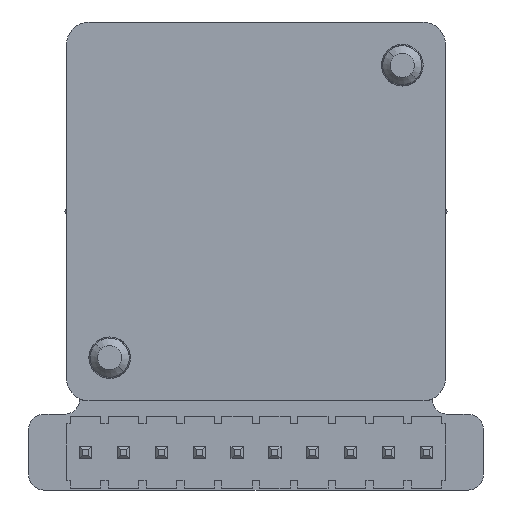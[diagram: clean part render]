
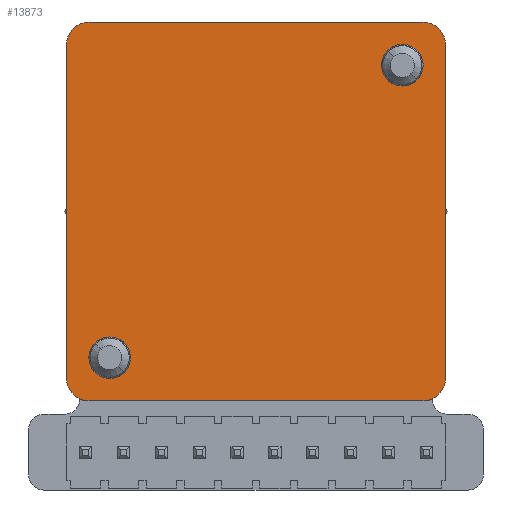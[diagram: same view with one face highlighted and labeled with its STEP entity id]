
A CAD part, front view. The second image highlights one B-rep face of the part: STEP entity #13873.
In plain terms, the highlighted planar face has unit normal (0, -1, 0).
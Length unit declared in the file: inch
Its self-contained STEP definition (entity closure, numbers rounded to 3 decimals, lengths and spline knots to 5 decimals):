
#1019=DIRECTION('',(-1.,0.,0.));
#1020=VECTOR('',#1019,0.44);
#1021=CARTESIAN_POINT('',(0.22,-0.659,-0.25));
#1022=LINE('',#1021,#1020);
#3665=DIRECTION('',(1.,0.,0.));
#3666=VECTOR('',#3665,0.44);
#3667=CARTESIAN_POINT('',(-0.22,-0.659,0.25));
#3668=LINE('',#3667,#3666);
#3681=DIRECTION('',(0.,0.,-1.));
#3682=VECTOR('',#3681,0.44);
#3683=CARTESIAN_POINT('',(0.25,-0.659,0.22));
#3684=LINE('',#3683,#3682);
#3689=CARTESIAN_POINT('',(0.22,-0.659,-0.22));
#3690=DIRECTION('',(0.,1.,0.));
#3691=DIRECTION('',(1.,0.,0.));
#3692=AXIS2_PLACEMENT_3D('',#3689,#3690,#3691);
#3694=CARTESIAN_POINT('',(-0.22,-0.659,-0.22));
#3695=DIRECTION('',(0.,1.,0.));
#3696=DIRECTION('',(0.,0.,-1.));
#3697=AXIS2_PLACEMENT_3D('',#3694,#3695,#3696);
#3699=CARTESIAN_POINT('',(-0.22,-0.659,0.22));
#3700=DIRECTION('',(0.,1.,0.));
#3701=DIRECTION('',(-1.,0.,0.));
#3702=AXIS2_PLACEMENT_3D('',#3699,#3700,#3701);
#3704=CARTESIAN_POINT('',(0.22,-0.659,0.22));
#3705=DIRECTION('',(0.,1.,0.));
#3706=DIRECTION('',(0.,0.,1.));
#3707=AXIS2_PLACEMENT_3D('',#3704,#3705,#3706);
#3709=CARTESIAN_POINT('',(-0.193,-0.659,-0.193));
#3710=DIRECTION('',(0.,-1.,0.));
#3711=DIRECTION('',(1.,0.,0.));
#3712=AXIS2_PLACEMENT_3D('',#3709,#3710,#3711);
#3714=CARTESIAN_POINT('',(-0.193,-0.659,-0.193));
#3715=DIRECTION('',(0.,-1.,0.));
#3716=DIRECTION('',(-1.,0.,0.));
#3717=AXIS2_PLACEMENT_3D('',#3714,#3715,#3716);
#3719=CARTESIAN_POINT('',(0.193,-0.659,0.193));
#3720=DIRECTION('',(0.,-1.,0.));
#3721=DIRECTION('',(1.,0.,0.));
#3722=AXIS2_PLACEMENT_3D('',#3719,#3720,#3721);
#3724=CARTESIAN_POINT('',(0.193,-0.659,0.193));
#3725=DIRECTION('',(0.,-1.,0.));
#3726=DIRECTION('',(-1.,0.,0.));
#3727=AXIS2_PLACEMENT_3D('',#3724,#3725,#3726);
#3733=DIRECTION('',(0.,0.,1.));
#3734=VECTOR('',#3733,0.44);
#3735=CARTESIAN_POINT('',(-0.25,-0.659,-0.22));
#3736=LINE('',#3735,#3734);
#7458=CARTESIAN_POINT('',(0.25,-0.659,-0.22));
#7459=CARTESIAN_POINT('',(0.22,-0.659,-0.25));
#7460=VERTEX_POINT('',#7458);
#7461=VERTEX_POINT('',#7459);
#7462=CARTESIAN_POINT('',(0.25,-0.659,0.22));
#7463=VERTEX_POINT('',#7462);
#7464=CARTESIAN_POINT('',(0.22,-0.659,0.25));
#7465=VERTEX_POINT('',#7464);
#7466=CARTESIAN_POINT('',(-0.22,-0.659,0.25));
#7467=VERTEX_POINT('',#7466);
#7468=CARTESIAN_POINT('',(-0.25,-0.659,0.22));
#7469=VERTEX_POINT('',#7468);
#7470=CARTESIAN_POINT('',(-0.25,-0.659,-0.22));
#7471=VERTEX_POINT('',#7470);
#7472=CARTESIAN_POINT('',(-0.22,-0.659,-0.25));
#7473=VERTEX_POINT('',#7472);
#7474=CARTESIAN_POINT('',(-0.1655,-0.659,-0.193));
#7475=CARTESIAN_POINT('',(-0.2205,-0.659,-0.193));
#7476=VERTEX_POINT('',#7474);
#7477=VERTEX_POINT('',#7475);
#7478=CARTESIAN_POINT('',(0.2205,-0.659,0.193));
#7479=CARTESIAN_POINT('',(0.1655,-0.659,0.193));
#7480=VERTEX_POINT('',#7478);
#7481=VERTEX_POINT('',#7479);
#13844=CARTESIAN_POINT('',(0.,-0.659,0.));
#13845=DIRECTION('',(0.,1.,0.));
#13846=DIRECTION('',(1.,0.,0.));
#13847=AXIS2_PLACEMENT_3D('',#13844,#13845,#13846);
#13848=PLANE('',#13847);
#13849=ORIENTED_EDGE('',*,*,#9294,.T.);
#13850=ORIENTED_EDGE('',*,*,#9317,.T.);
#13851=ORIENTED_EDGE('',*,*,#9371,.T.);
#13853=ORIENTED_EDGE('',*,*,#13852,.T.);
#13855=ORIENTED_EDGE('',*,*,#13854,.T.);
#13856=ORIENTED_EDGE('',*,*,#13781,.T.);
#13857=ORIENTED_EDGE('',*,*,#13806,.T.);
#13858=ORIENTED_EDGE('',*,*,#13827,.T.);
#13859=EDGE_LOOP('',(#13849,#13850,#13851,#13853,#13855,#13856,#13857,#13858));
#13860=FACE_OUTER_BOUND('',#13859,.F.);
#13862=ORIENTED_EDGE('',*,*,#13861,.T.);
#13864=ORIENTED_EDGE('',*,*,#13863,.T.);
#13865=EDGE_LOOP('',(#13862,#13864));
#13866=FACE_BOUND('',#13865,.F.);
#13868=ORIENTED_EDGE('',*,*,#13867,.T.);
#13870=ORIENTED_EDGE('',*,*,#13869,.T.);
#13871=EDGE_LOOP('',(#13868,#13870));
#13872=FACE_BOUND('',#13871,.F.);
#13873=ADVANCED_FACE('',(#13860,#13866,#13872),#13848,.F.);
#3693=CIRCLE('',#3692,0.03);
#3698=CIRCLE('',#3697,0.03);
#3703=CIRCLE('',#3702,0.03);
#3708=CIRCLE('',#3707,0.03);
#3713=CIRCLE('',#3712,0.0275);
#3718=CIRCLE('',#3717,0.0275);
#3723=CIRCLE('',#3722,0.0275);
#3728=CIRCLE('',#3727,0.0275);
#9294=EDGE_CURVE('',#7460,#7461,#3693,.T.);
#9317=EDGE_CURVE('',#7461,#7473,#1022,.T.);
#9371=EDGE_CURVE('',#7473,#7471,#3698,.T.);
#13781=EDGE_CURVE('',#7467,#7465,#3668,.T.);
#13806=EDGE_CURVE('',#7465,#7463,#3708,.T.);
#13827=EDGE_CURVE('',#7463,#7460,#3684,.T.);
#13852=EDGE_CURVE('',#7471,#7469,#3736,.T.);
#13854=EDGE_CURVE('',#7469,#7467,#3703,.T.);
#13861=EDGE_CURVE('',#7476,#7477,#3713,.T.);
#13863=EDGE_CURVE('',#7477,#7476,#3718,.T.);
#13867=EDGE_CURVE('',#7480,#7481,#3723,.T.);
#13869=EDGE_CURVE('',#7481,#7480,#3728,.T.);
